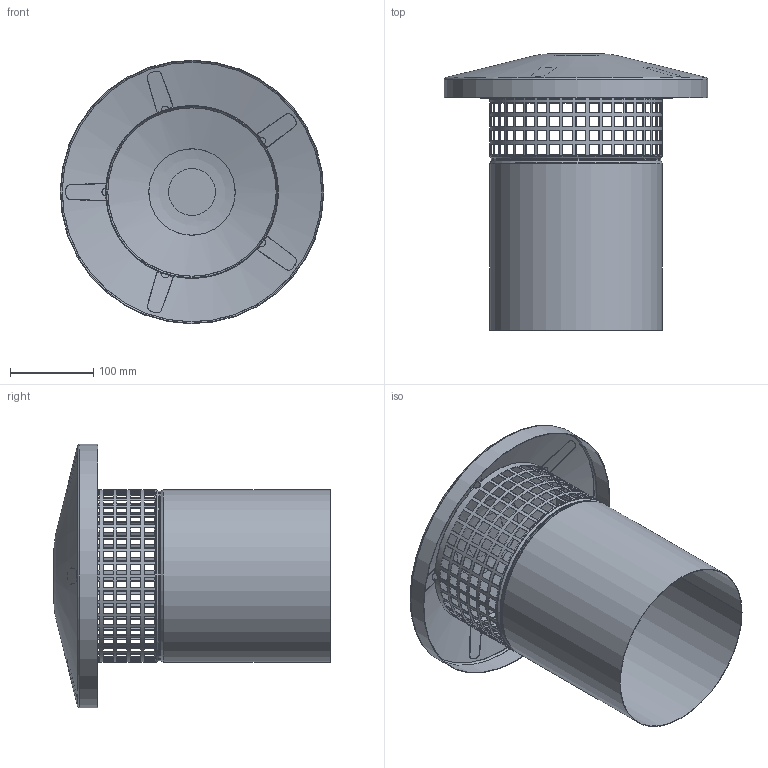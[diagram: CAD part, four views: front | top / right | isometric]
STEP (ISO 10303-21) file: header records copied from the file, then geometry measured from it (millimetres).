
FILE_DESCRIPTION(/* description */ ('Takhatt'),/* implementation_level */ '2;1');
FILE_NAME(/* name */ 'ND10006.stp',/* time_stamp */ '2016-11-28T12:23:25+01:00',/* author */ ('CAD'),/* organization */ (''),/* preprocessor_version */ 'ST-DEVELOPER v16.5',/* originating_system */ 'Autodesk Inventor 2017',/* authorisation */ '');
FILE_SCHEMA (('AUTOMOTIVE_DESIGN { 1 0 10303 214 3 1 1 }'));
Length unit declared in the file: millimetre
Products named in the file (3): HTHR-05; HTHR-AB-04; HTH-BA-03
Assembly tree (2 placements, depth 2):
  HTHR-05
    HTHR-AB-04
    HTH-BA-03
Bounding box: 315.96 x 331.7 x 315.96 mm (x, y, z)
Volume: 166295.9 mm3; surface area: 563358.3 mm2
Topology: 2 solids, 2 shells, 1179 faces, 3419 edges, 2235 vertices
Faces by surface type: plane 1028, bspline 72, torus 30, cylinder 28, cone 21
Full cylindrical faces by diameter (mm): 314.8 x1, 316 x1
Entity records: 42599 total; most frequent: CARTESIAN_POINT 8684, ORIENTED_EDGE 6824, DIRECTION 6684, EDGE_CURVE 3412, AXIS2_PLACEMENT_3D 2282, VERTEX_POINT 2234, LINE 2120, VECTOR 2120
